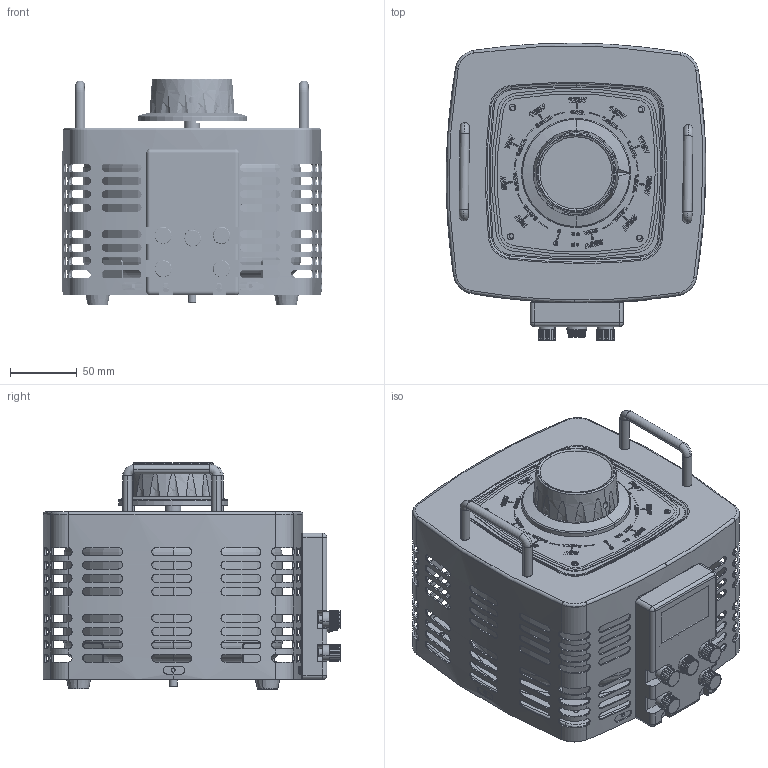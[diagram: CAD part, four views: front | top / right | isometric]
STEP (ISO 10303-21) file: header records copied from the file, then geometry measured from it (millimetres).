
FILE_DESCRIPTION (( 'STEP AP214' ), '1' );
FILE_NAME ('TDGC2-2KVA三维图-202509.STEP', '2025-09-06T01:47:01', ( 'China' ), ( 'Home' ), 'SwSTEP 2.0', 'SolidWorks 2020', '' );
FILE_SCHEMA (( 'AUTOMOTIVE_DESIGN' ));
Length unit declared in the file: millimetre
Products named in the file (17): 1k桶; 酴蹟譫; TDGC2-1~3K忒謫; 徹婥悵誘ん1k; TDGC2-1~2K笢粣; TDGC2-1K諉盄碟; TDGC2-2K菁攫2025; TDGC2-2K梓齪; 諉盄簽3k窪; TDGC2-1~2K諉盄碟; 线圈TDGC2K; 諉華え; TDGC2-2K枑忒; TDGC2-2K俋欶2025; TDGC2-3K砎々褐; 諉盄簽3k綻; TDGC2-2KVA三维图-202509
Assembly tree (25 placements, depth 3):
  TDGC2-2KVA三维图-202509
    TDGC2-2K菁攫2025
    TDGC2-2K俋欶2025
    諉盄簽3k窪  x2
    諉盄簽3k綻  x2
    TDGC2-1~2K諉盄碟
      1k桶
      TDGC2-1K諉盄碟
      徹婥悵誘ん1k
      酴蹟譫  x4
    諉華え
    线圈TDGC2K
    TDGC2-3K砎々褐  x4
    TDGC2-1~2K笢粣
    TDGC2-2K枑忒  x2
    TDGC2-1~3K忒謫
    TDGC2-2K梓齪
Bounding box: 195.04 x 223.57 x 170.5 mm (x, y, z)
Volume: 2003834.8 mm3; surface area: 476774.3 mm2
Topology: 29 solids, 29 shells, 5153 faces, 14501 edges, 9589 vertices
Faces by surface type: plane 2979, cylinder 1369, bspline 579, torus 158, cone 64, sphere 4
Entity records: 204069 total; most frequent: CARTESIAN_POINT 80935, ORIENTED_EDGE 21314, DIRECTION 17113, EDGE_CURVE 10657, VERTEX_POINT 7034, LINE 6307, VECTOR 6307, AXIS2_PLACEMENT_3D 5403
